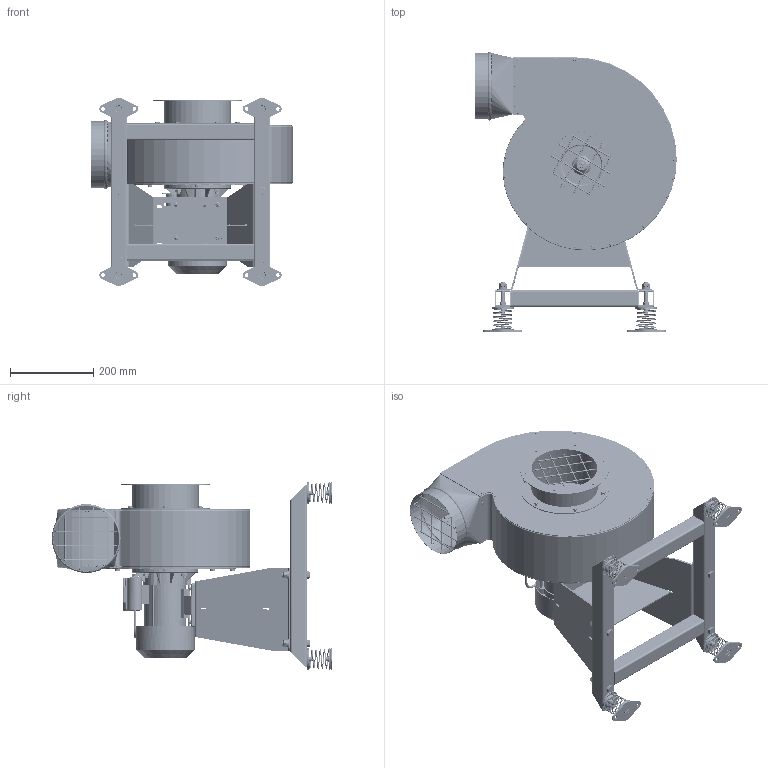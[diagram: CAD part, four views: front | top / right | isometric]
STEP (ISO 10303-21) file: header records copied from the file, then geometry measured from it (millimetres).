
FILE_DESCRIPTION(/* description */ ('3D Część'),/* implementation_level */ '2;1');
FILE_NAME(/* name */ '801W02; 801W03 WPA-5-S-N.stp',/* time_stamp */ '2022-05-09T13:17:45+02:00',/* author */ ('a.korpacki'),/* organization */ ('KLIMAWENT S.A.'),/* preprocessor_version */ 'ST-DEVELOPER v18.1',/* originating_system */ 'Autodesk Inventor 2021',/* authorisation */ '');
FILE_SCHEMA (('AUTOMOTIVE_DESIGN { 1 0 10303 214 3 1 1 }'));
Length unit declared in the file: millimetre
Bounding box: 485.1 x 675.18 x 452 mm (x, y, z)
Volume: 4460991.2 mm3; surface area: 2319962.4 mm2
Topology: 21 solids, 21 shells, 6049 faces, 14793 edges, 9439 vertices
Faces by surface type: plane 3075, cylinder 1188, bspline 1178, torus 299, cone 290, sphere 19
Full cylindrical faces by diameter (mm): 3 x24, 3.2 x79, 3.3 x5, 3.5 x66, 4 x8, 4.3 x8, 4.8 x3, 4.917 x1, 6 x41, 6.3 x1, 6.4 x8, 6.5 x77, 7 x12, 7.92 x8, 8 x32, 8.88 x18, 8.92 x6, 9 x12, 10 x16, 10.5 x4, 11 x8, 11.63 x8, 12 x5, 12.5 x1, 14 x5, 14.63 x4, 17 x1, 18 x4, 20 x5, 27 x1
Entity records: 200217 total; most frequent: CARTESIAN_POINT 57202, ORIENTED_EDGE 29502, DIRECTION 25906, EDGE_CURVE 14751, VERTEX_POINT 9439, AXIS2_PLACEMENT_3D 9022, LINE 7862, VECTOR 7862
